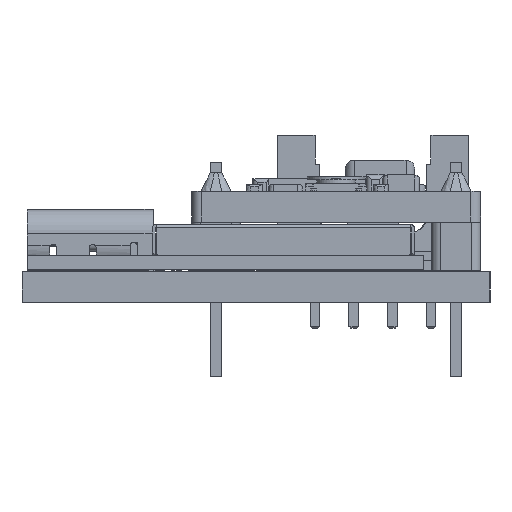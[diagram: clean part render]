
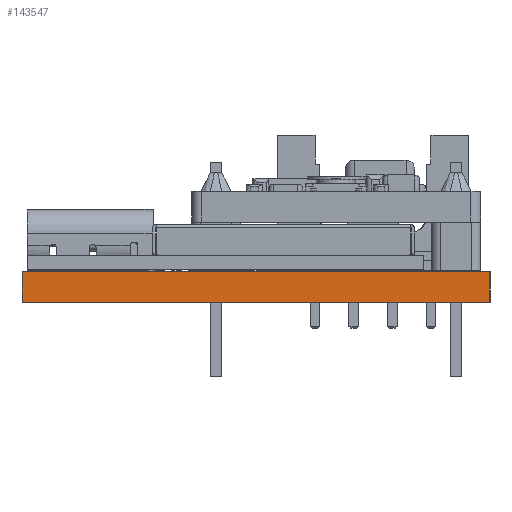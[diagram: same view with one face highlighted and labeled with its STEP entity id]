
A CAD part, left-side view. The second image highlights one B-rep face of the part: STEP entity #143547.
In plain terms, the highlighted planar face has unit normal (-1, 0, 0).
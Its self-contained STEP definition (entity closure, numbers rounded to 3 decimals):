
#142352 = VERTEX_POINT('',#142353);
#142353 = CARTESIAN_POINT('',(81.178,-67.35,0.));
#142359 = EDGE_CURVE('',#142360,#142352,#142362,.T.);
#142360 = VERTEX_POINT('',#142361);
#142361 = CARTESIAN_POINT('',(81.178,-91.567,0.));
#142362 = LINE('',#142363,#142364);
#142363 = CARTESIAN_POINT('',(81.178,-91.567,0.));
#142364 = VECTOR('',#142365,1.);
#142365 = DIRECTION('',(0.,1.,0.));
#142936 = VERTEX_POINT('',#142937);
#142937 = CARTESIAN_POINT('',(81.178,-67.35,1.6));
#142943 = EDGE_CURVE('',#142944,#142936,#142946,.T.);
#142944 = VERTEX_POINT('',#142945);
#142945 = CARTESIAN_POINT('',(81.178,-91.567,1.6));
#142946 = LINE('',#142947,#142948);
#142947 = CARTESIAN_POINT('',(81.178,-91.567,1.6));
#142948 = VECTOR('',#142949,1.);
#142949 = DIRECTION('',(0.,1.,0.));
#143517 = EDGE_CURVE('',#142352,#142936,#143518,.T.);
#143518 = LINE('',#143519,#143520);
#143519 = CARTESIAN_POINT('',(81.178,-67.35,0.));
#143520 = VECTOR('',#143521,1.);
#143521 = DIRECTION('',(0.,0.,1.));
#143547 = ADVANCED_FACE('',(#143548),#143559,.T.);
#143548 = FACE_BOUND('',#143549,.T.);
#143549 = EDGE_LOOP('',(#143550,#143556,#143557,#143558));
#143550 = ORIENTED_EDGE('',*,*,#143551,.T.);
#143551 = EDGE_CURVE('',#142360,#142944,#143552,.T.);
#143552 = LINE('',#143553,#143554);
#143553 = CARTESIAN_POINT('',(81.178,-91.567,0.));
#143554 = VECTOR('',#143555,1.);
#143555 = DIRECTION('',(0.,0.,1.));
#143556 = ORIENTED_EDGE('',*,*,#142943,.T.);
#143557 = ORIENTED_EDGE('',*,*,#143517,.F.);
#143558 = ORIENTED_EDGE('',*,*,#142359,.F.);
#143559 = PLANE('',#143560);
#143560 = AXIS2_PLACEMENT_3D('',#143561,#143562,#143563);
#143561 = CARTESIAN_POINT('',(81.178,-91.567,0.));
#143562 = DIRECTION('',(-1.,0.,0.));
#143563 = DIRECTION('',(0.,1.,0.));
